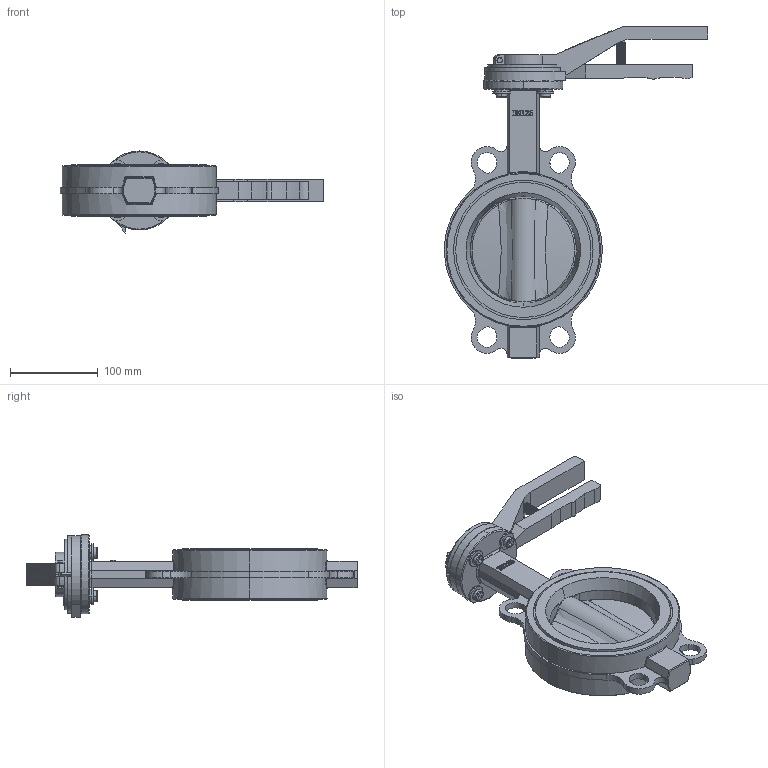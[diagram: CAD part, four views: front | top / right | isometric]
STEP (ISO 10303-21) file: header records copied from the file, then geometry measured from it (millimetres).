
FILE_DESCRIPTION (( 'STEP AP214' ), '1' );
FILE_NAME ('AK200-DN125-PN-10-16-ANSI-150-Handhebel-Fergo.STEP', '2022-12-09T10:30:06', ( '' ), ( '' ), 'SwSTEP 2.0', 'SolidWorks 2022', '' );
FILE_SCHEMA (( 'AUTOMOTIVE_DESIGN' ));
Length unit declared in the file: millimetre
Products named in the file (1): AK200-DN125-PN-10-16-ANSI-150-Handhebel-Fergo
Bounding box: 300 x 378 x 93.47 mm (x, y, z)
Volume: 1332774 mm3; surface area: 377641.3 mm2
Topology: 32 solids, 32 shells, 1024 faces, 2755 edges, 1864 vertices
Faces by surface type: plane 457, cylinder 343, bspline 130, cone 66, torus 28
Entity records: 57013 total; most frequent: CARTESIAN_POINT 20831, ORIENTED_EDGE 5502, DIRECTION 4685, EDGE_CURVE 2751, VERTEX_POINT 1864, AXIS2_PLACEMENT_3D 1705, LINE 1275, VECTOR 1275
